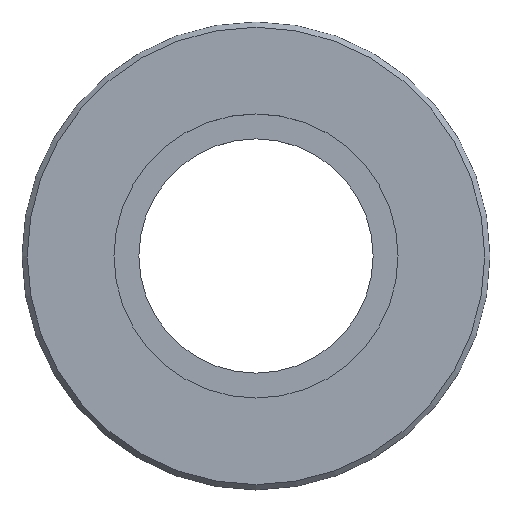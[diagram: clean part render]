
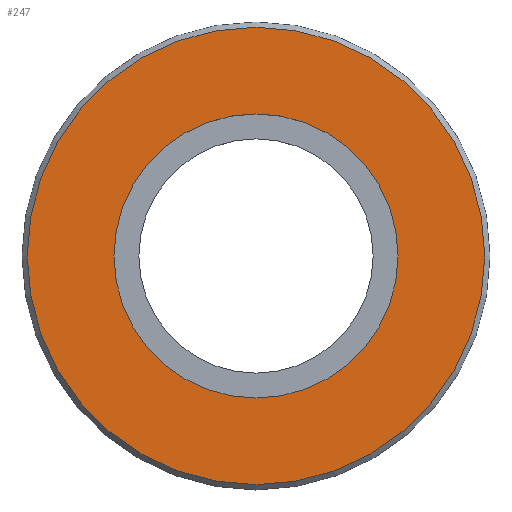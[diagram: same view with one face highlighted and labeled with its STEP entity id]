
A CAD part, top view. The second image highlights one B-rep face of the part: STEP entity #247.
In plain terms, the highlighted planar face has unit normal (0, 0, 1).
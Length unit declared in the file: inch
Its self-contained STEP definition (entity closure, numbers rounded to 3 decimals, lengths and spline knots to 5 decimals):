
#6 = CARTESIAN_POINT ( 'NONE',  ( 0.53125, 0., 0. ) ) ;
#9 = VERTEX_POINT ( 'NONE', #327 ) ;
#34 = DIRECTION ( 'NONE',  ( 0., 0., 1. ) ) ;
#47 = ORIENTED_EDGE ( 'NONE', *, *, #338, .T. ) ;
#56 = CIRCLE ( 'NONE', #240, 0.53125 ) ;
#60 = CARTESIAN_POINT ( 'NONE',  ( 0.53125, 0., 0. ) ) ;
#67 = FACE_OUTER_BOUND ( 'NONE', #220, .T. ) ;
#68 = ORIENTED_EDGE ( 'NONE', *, *, #382, .F. ) ;
#75 = CARTESIAN_POINT ( 'NONE',  ( 0., 0., 0. ) ) ;
#86 = CIRCLE ( 'NONE', #310, 0.85531 ) ;
#87 = AXIS2_PLACEMENT_3D ( 'NONE', #75, #142, #111 ) ;
#88 = DIRECTION ( 'NONE',  ( 1., 0., 0. ) ) ;
#89 = CARTESIAN_POINT ( 'NONE',  ( -0.85531, 0., 0. ) ) ;
#100 = ORIENTED_EDGE ( 'NONE', *, *, #144, .T. ) ;
#111 = DIRECTION ( 'NONE',  ( 1., 0., 0. ) ) ;
#115 = EDGE_CURVE ( 'NONE', #165, #176, #56, .T. ) ;
#119 = CARTESIAN_POINT ( 'NONE',  ( -0.53125, 0., 0. ) ) ;
#134 = DIRECTION ( 'NONE',  ( 1., 0., 0. ) ) ;
#142 = DIRECTION ( 'NONE',  ( 0., 0., 1. ) ) ;
#144 = EDGE_CURVE ( 'NONE', #9, #178, #86, .T. ) ;
#158 = EDGE_LOOP ( 'NONE', ( #322, #68 ) ) ;
#165 = VERTEX_POINT ( 'NONE', #60 ) ;
#176 = VERTEX_POINT ( 'NONE', #119 ) ;
#178 = VERTEX_POINT ( 'NONE', #89 ) ;
#181 = CIRCLE ( 'NONE', #399, 0.85531 ) ;
#188 = FACE_BOUND ( 'NONE', #158, .T. ) ;
#212 = CARTESIAN_POINT ( 'NONE',  ( 0., 0., 0. ) ) ;
#220 = EDGE_LOOP ( 'NONE', ( #47, #100 ) ) ;
#231 = DIRECTION ( 'NONE',  ( 0., 0., 1. ) ) ;
#240 = AXIS2_PLACEMENT_3D ( 'NONE', #212, #273, #88 ) ;
#245 = DIRECTION ( 'NONE',  ( 0., 0., 1. ) ) ;
#247 = ADVANCED_FACE ( 'NONE', ( #67, #188 ), #337, .T. ) ;
#273 = DIRECTION ( 'NONE',  ( 0., 0., 1. ) ) ;
#295 = CARTESIAN_POINT ( 'NONE',  ( 0., 0., 0. ) ) ;
#297 = AXIS2_PLACEMENT_3D ( 'NONE', #6, #34, #134 ) ;
#305 = CARTESIAN_POINT ( 'NONE',  ( 0., 0., 0. ) ) ;
#310 = AXIS2_PLACEMENT_3D ( 'NONE', #305, #245, #359 ) ;
#322 = ORIENTED_EDGE ( 'NONE', *, *, #115, .F. ) ;
#327 = CARTESIAN_POINT ( 'NONE',  ( 0.85531, 0., 0. ) ) ;
#337 = PLANE ( 'NONE',  #297 ) ;
#338 = EDGE_CURVE ( 'NONE', #178, #9, #181, .T. ) ;
#359 = DIRECTION ( 'NONE',  ( 1., 0., 0. ) ) ;
#382 = EDGE_CURVE ( 'NONE', #176, #165, #388, .T. ) ;
#383 = DIRECTION ( 'NONE',  ( 1., 0., 0. ) ) ;
#388 = CIRCLE ( 'NONE', #87, 0.53125 ) ;
#399 = AXIS2_PLACEMENT_3D ( 'NONE', #295, #231, #383 ) ;
